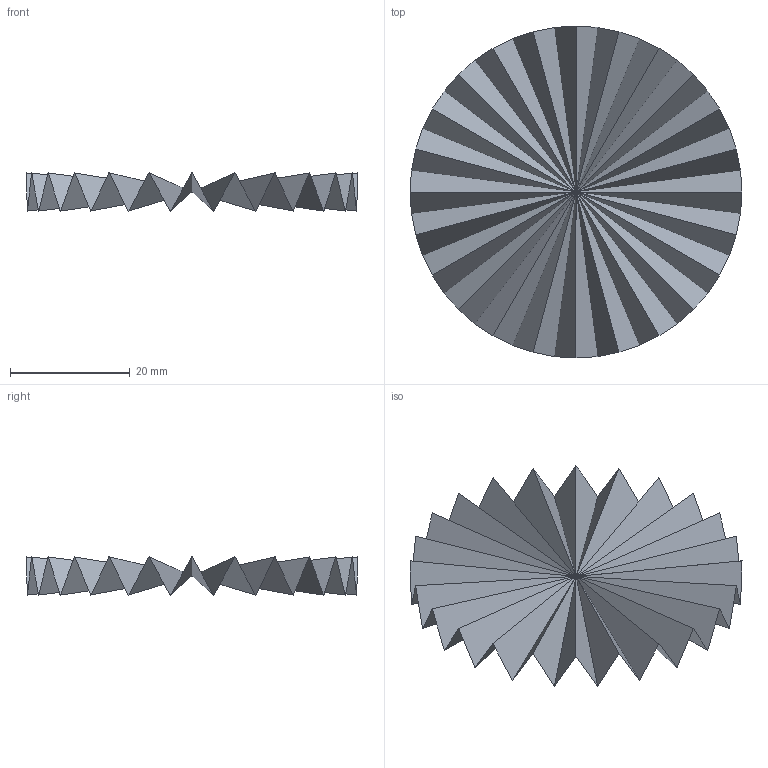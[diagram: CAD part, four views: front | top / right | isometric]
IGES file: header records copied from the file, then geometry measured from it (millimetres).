
Global section: file name: clutch_face.igs; native system: Unigraphics Version UNKNOWN; preprocessor: UG/IGES Version 13.0; date: 980327.123540; units: inch
Bounding box: 55.52 x 55.52 x 6.37 mm (x, y, z)
Surface area: 4874.7 mm2 (no closed solid volume)
Topology: 0 solids, 0 shells, 48 faces, 147 edges, 150 vertices
Faces by surface type: bspline 48
